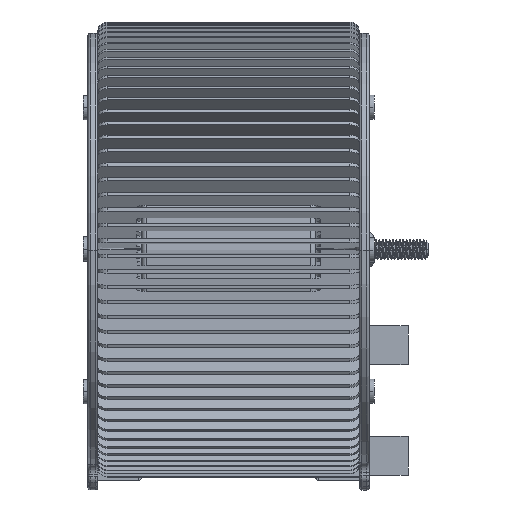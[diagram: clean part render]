
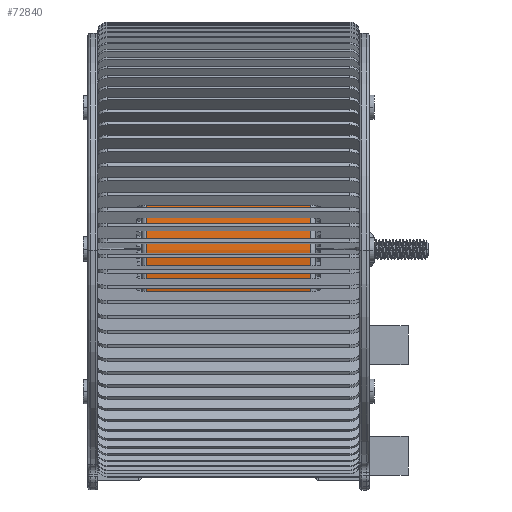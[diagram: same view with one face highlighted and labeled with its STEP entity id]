
A CAD part, left-side view. The second image highlights one B-rep face of the part: STEP entity #72840.
In plain terms, the highlighted cylindrical face has radius 37.605 mm (diameter 75.21 mm), a partial arc.
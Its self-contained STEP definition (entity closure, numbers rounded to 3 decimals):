
#2822 = EDGE_CURVE ( 'NONE', #24588, #22302, #90133, .T. ) ;
#5925 = CIRCLE ( 'NONE', #85945, 37.605 ) ;
#6403 = VECTOR ( 'NONE', #35132, 1000. ) ;
#14482 = EDGE_CURVE ( 'NONE', #18343, #22302, #5925, .T. ) ;
#15046 = CARTESIAN_POINT ( 'NONE',  ( 0., 1., 37.605 ) ) ;
#18343 = VERTEX_POINT ( 'NONE', #56723 ) ;
#21318 = CARTESIAN_POINT ( 'NONE',  ( 0., 34.92, 0. ) ) ;
#22302 = VERTEX_POINT ( 'NONE', #15046 ) ;
#24588 = VERTEX_POINT ( 'NONE', #77569 ) ;
#25256 = ORIENTED_EDGE ( 'NONE', *, *, #77777, .T. ) ;
#27155 = VECTOR ( 'NONE', #48275, 1000. ) ;
#27840 = DIRECTION ( 'NONE',  ( 0., -1., 0. ) ) ;
#28238 = LINE ( 'NONE', #84402, #6403 ) ;
#29185 = FACE_OUTER_BOUND ( 'NONE', #75288, .T. ) ;
#33091 = CIRCLE ( 'NONE', #70139, 37.605 ) ;
#35132 = DIRECTION ( 'NONE',  ( 0., -1., 0. ) ) ;
#36534 = EDGE_CURVE ( 'NONE', #24588, #72768, #33091, .T. ) ;
#47001 = ORIENTED_EDGE ( 'NONE', *, *, #14482, .T. ) ;
#48275 = DIRECTION ( 'NONE',  ( 0., -1., 0. ) ) ;
#49102 = DIRECTION ( 'NONE',  ( 0., -1., 0. ) ) ;
#50474 = CARTESIAN_POINT ( 'NONE',  ( 0., 35.92, 0. ) ) ;
#56723 = CARTESIAN_POINT ( 'NONE',  ( 0., 1., -37.605 ) ) ;
#57425 = CYLINDRICAL_SURFACE ( 'NONE', #60468, 37.605 ) ;
#60468 = AXIS2_PLACEMENT_3D ( 'NONE', #50474, #49102, #78833 ) ;
#60755 = CARTESIAN_POINT ( 'NONE',  ( 0., 34.92, -37.605 ) ) ;
#68676 = DIRECTION ( 'NONE',  ( 0., 1., 0. ) ) ;
#70139 = AXIS2_PLACEMENT_3D ( 'NONE', #21318, #27840, #84477 ) ;
#72768 = VERTEX_POINT ( 'NONE', #60755 ) ;
#72840 = ADVANCED_FACE ( 'NONE', ( #29185 ), #57425, .T. ) ;
#75008 = ORIENTED_EDGE ( 'NONE', *, *, #2822, .F. ) ;
#75288 = EDGE_LOOP ( 'NONE', ( #75008, #82004, #25256, #47001 ) ) ;
#75656 = CARTESIAN_POINT ( 'NONE',  ( 0., 1., 0. ) ) ;
#77569 = CARTESIAN_POINT ( 'NONE',  ( 0., 34.92, 37.605 ) ) ;
#77777 = EDGE_CURVE ( 'NONE', #72768, #18343, #28238, .T. ) ;
#78833 = DIRECTION ( 'NONE',  ( 0., 0., -1. ) ) ;
#82004 = ORIENTED_EDGE ( 'NONE', *, *, #36534, .T. ) ;
#83643 = CARTESIAN_POINT ( 'NONE',  ( 0., 35.92, 37.605 ) ) ;
#84402 = CARTESIAN_POINT ( 'NONE',  ( 0., 35.92, -37.605 ) ) ;
#84477 = DIRECTION ( 'NONE',  ( 0., 0., 1. ) ) ;
#85945 = AXIS2_PLACEMENT_3D ( 'NONE', #75656, #68676, #90057 ) ;
#90057 = DIRECTION ( 'NONE',  ( 0., 0., 1. ) ) ;
#90133 = LINE ( 'NONE', #83643, #27155 ) ;
